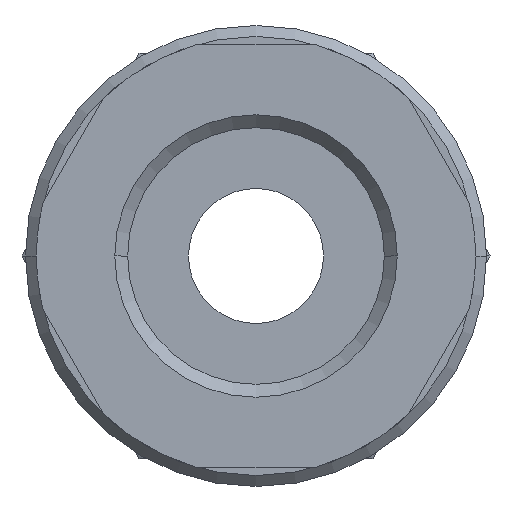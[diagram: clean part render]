
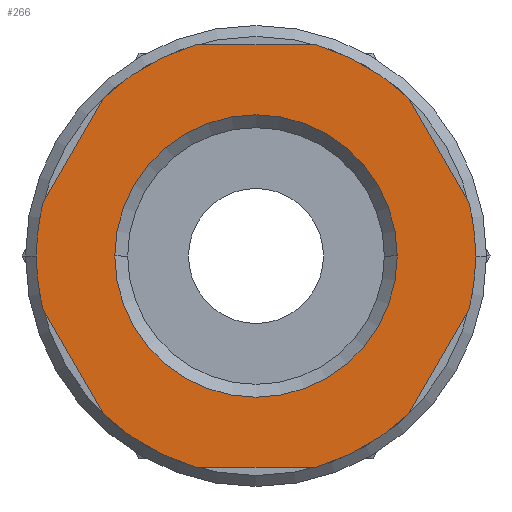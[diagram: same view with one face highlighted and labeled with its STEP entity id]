
A CAD part, front view. The second image highlights one B-rep face of the part: STEP entity #266.
In plain terms, the highlighted planar face has unit normal (0, -1, 0).
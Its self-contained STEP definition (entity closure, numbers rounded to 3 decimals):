
#266=ADVANCED_FACE('',(#538,#539),#540,.T.);
#538=FACE_BOUND('',#807,.T.);
#539=FACE_OUTER_BOUND('',#808,.T.);
#540=PLANE('',#809);
#807=EDGE_LOOP('',(#1476,#1477));
#808=EDGE_LOOP('',(#1478,#1479,#1480,#1481,#1482,#1483,#1484,#1485,#1486,#1487,#1488,#1489,#1490,#1491));
#809=AXIS2_PLACEMENT_3D('',#1492,#1493,#1494);
#1476=ORIENTED_EDGE('',*,*,#1620,.T.);
#1477=ORIENTED_EDGE('',*,*,#1762,.T.);
#1478=ORIENTED_EDGE('',*,*,#1789,.F.);
#1479=ORIENTED_EDGE('',*,*,#1602,.F.);
#1480=ORIENTED_EDGE('',*,*,#1774,.F.);
#1481=ORIENTED_EDGE('',*,*,#1617,.F.);
#1482=ORIENTED_EDGE('',*,*,#1595,.F.);
#1483=ORIENTED_EDGE('',*,*,#1672,.F.);
#1484=ORIENTED_EDGE('',*,*,#1785,.F.);
#1485=ORIENTED_EDGE('',*,*,#1699,.F.);
#1486=ORIENTED_EDGE('',*,*,#1659,.F.);
#1487=ORIENTED_EDGE('',*,*,#1687,.F.);
#1488=ORIENTED_EDGE('',*,*,#1745,.F.);
#1489=ORIENTED_EDGE('',*,*,#1772,.F.);
#1490=ORIENTED_EDGE('',*,*,#1732,.F.);
#1491=ORIENTED_EDGE('',*,*,#1704,.F.);
#1492=CARTESIAN_POINT('',(6.5,0.0,0.0));
#1493=DIRECTION('',(-0.0,-1.0,-0.0));
#1494=DIRECTION('',(-1.0,0.0,0.0));
#1595=EDGE_CURVE('',#1904,#1906,#1907,.T.);
#1602=EDGE_CURVE('',#1917,#1913,#1919,.T.);
#1617=EDGE_CURVE('',#1906,#1937,#1940,.T.);
#1620=EDGE_CURVE('',#1945,#1943,#1946,.T.);
#1659=EDGE_CURVE('',#2007,#2005,#2009,.T.);
#1672=EDGE_CURVE('',#2025,#1904,#2027,.T.);
#1687=EDGE_CURVE('',#2046,#2007,#2048,.T.);
#1699=EDGE_CURVE('',#2005,#2064,#2065,.T.);
#1704=EDGE_CURVE('',#2070,#2068,#2072,.T.);
#1732=EDGE_CURVE('',#2068,#2104,#2105,.T.);
#1745=EDGE_CURVE('',#2119,#2046,#2121,.T.);
#1762=EDGE_CURVE('',#1943,#1945,#2140,.T.);
#1772=EDGE_CURVE('',#2104,#2119,#2150,.T.);
#1774=EDGE_CURVE('',#1937,#1917,#2152,.T.);
#1785=EDGE_CURVE('',#2064,#2025,#2163,.T.);
#1789=EDGE_CURVE('',#1913,#2070,#2167,.T.);
#1904=VERTEX_POINT('',#2416);
#1906=VERTEX_POINT('',#2419);
#1907=LINE('',#2420,#2421);
#1913=VERTEX_POINT('',#2429);
#1917=VERTEX_POINT('',#2434);
#1919=CIRCLE('',#2437,13.0);
#1937=VERTEX_POINT('',#2459);
#1940=CIRCLE('',#2463,13.0);
#1943=VERTEX_POINT('',#2466);
#1945=VERTEX_POINT('',#2469);
#1946=CIRCLE('',#2470,8.36);
#2005=VERTEX_POINT('',#2594);
#2007=VERTEX_POINT('',#2597);
#2009=CIRCLE('',#2600,13.0);
#2025=VERTEX_POINT('',#2653);
#2027=CIRCLE('',#2656,13.0);
#2046=VERTEX_POINT('',#2711);
#2048=LINE('',#2714,#2715);
#2064=VERTEX_POINT('',#2735);
#2065=LINE('',#2736,#2737);
#2068=VERTEX_POINT('',#2741);
#2070=VERTEX_POINT('',#2744);
#2072=CIRCLE('',#2747,13.0);
#2104=VERTEX_POINT('',#2807);
#2105=CIRCLE('',#2808,13.0);
#2119=VERTEX_POINT('',#2824);
#2121=CIRCLE('',#2827,13.0);
#2140=CIRCLE('',#2852,8.36);
#2150=LINE('',#2863,#2864);
#2152=LINE('',#2866,#2867);
#2163=CIRCLE('',#2878,13.0);
#2167=LINE('',#2882,#2883);
#2416=CARTESIAN_POINT('',(12.611,0.0,-3.158));
#2419=CARTESIAN_POINT('',(9.04,0.0,-9.342));
#2420=CARTESIAN_POINT('',(11.638,0.0,-4.843));
#2421=VECTOR('',#2985,1.0);
#2429=CARTESIAN_POINT('',(-9.04,0.0,-9.342));
#2434=CARTESIAN_POINT('',(-3.571,0.0,-12.5));
#2437=AXIS2_PLACEMENT_3D('',#2993,#2994,#2995);
#2459=CARTESIAN_POINT('',(3.571,0.0,-12.5));
#2463=AXIS2_PLACEMENT_3D('',#3016,#3017,#3018);
#2466=CARTESIAN_POINT('',(8.36,0.0,0.));
#2469=CARTESIAN_POINT('',(-8.36,0.0,0.));
#2470=AXIS2_PLACEMENT_3D('',#3020,#3021,#3022);
#2594=CARTESIAN_POINT('',(9.04,0.0,9.342));
#2597=CARTESIAN_POINT('',(3.571,0.0,12.5));
#2600=AXIS2_PLACEMENT_3D('',#3077,#3078,#3079);
#2653=CARTESIAN_POINT('',(13.0,0.0,0.));
#2656=AXIS2_PLACEMENT_3D('',#3088,#3089,#3090);
#2711=CARTESIAN_POINT('',(-3.571,0.0,12.5));
#2714=CARTESIAN_POINT('',(3.25,0.0,12.5));
#2715=VECTOR('',#3104,1.0);
#2735=CARTESIAN_POINT('',(12.611,0.0,3.158));
#2736=CARTESIAN_POINT('',(11.638,0.0,4.843));
#2737=VECTOR('',#3118,1.0);
#2741=CARTESIAN_POINT('',(-13.0,0.0,0.));
#2744=CARTESIAN_POINT('',(-12.611,0.0,-3.158));
#2747=AXIS2_PLACEMENT_3D('',#3122,#3123,#3124);
#2807=CARTESIAN_POINT('',(-12.611,0.0,3.158));
#2808=AXIS2_PLACEMENT_3D('',#3155,#3156,#3157);
#2824=CARTESIAN_POINT('',(-9.04,0.0,9.342));
#2827=AXIS2_PLACEMENT_3D('',#3176,#3177,#3178);
#2852=AXIS2_PLACEMENT_3D('',#3197,#3198,#3199);
#2863=CARTESIAN_POINT('',(-10.013,0.0,7.657));
#2864=VECTOR('',#3207,1.0);
#2866=CARTESIAN_POINT('',(3.25,0.0,-12.5));
#2867=VECTOR('',#3208,1.0);
#2878=AXIS2_PLACEMENT_3D('',#3218,#3219,#3220);
#2882=CARTESIAN_POINT('',(-10.013,0.0,-7.657));
#2883=VECTOR('',#3221,1.0);
#2985=DIRECTION('',(-0.5,0.0,-0.866));
#2993=CARTESIAN_POINT('',(0.0,0.0,0.0));
#2994=DIRECTION('',(-0.0,1.0,0.0));
#2995=DIRECTION('',(1.0,0.0,0.0));
#3016=CARTESIAN_POINT('',(0.0,0.0,0.0));
#3017=DIRECTION('',(-0.0,1.0,0.0));
#3018=DIRECTION('',(1.0,0.0,0.0));
#3020=CARTESIAN_POINT('',(0.0,0.0,0.0));
#3021=DIRECTION('',(-0.0,1.0,0.0));
#3022=DIRECTION('',(1.0,0.0,0.0));
#3077=CARTESIAN_POINT('',(0.0,0.0,0.0));
#3078=DIRECTION('',(-0.0,1.0,0.0));
#3079=DIRECTION('',(1.0,0.0,0.0));
#3088=CARTESIAN_POINT('',(0.0,0.0,0.0));
#3089=DIRECTION('',(-0.0,1.0,0.0));
#3090=DIRECTION('',(1.0,0.0,0.0));
#3104=DIRECTION('',(1.0,-0.0,0.));
#3118=DIRECTION('',(0.5,0.0,-0.866));
#3122=CARTESIAN_POINT('',(0.0,0.0,0.0));
#3123=DIRECTION('',(-0.0,1.0,0.0));
#3124=DIRECTION('',(1.0,0.0,0.0));
#3155=CARTESIAN_POINT('',(0.0,0.0,0.0));
#3156=DIRECTION('',(-0.0,1.0,0.0));
#3157=DIRECTION('',(1.0,0.0,0.0));
#3176=CARTESIAN_POINT('',(0.0,0.0,0.0));
#3177=DIRECTION('',(-0.0,1.0,0.0));
#3178=DIRECTION('',(1.0,0.0,0.0));
#3197=CARTESIAN_POINT('',(0.0,0.0,0.0));
#3198=DIRECTION('',(-0.0,1.0,0.0));
#3199=DIRECTION('',(1.0,0.0,0.0));
#3207=DIRECTION('',(0.5,-0.0,0.866));
#3208=DIRECTION('',(-1.0,0.0,0.0));
#3218=CARTESIAN_POINT('',(0.0,0.0,0.0));
#3219=DIRECTION('',(-0.0,1.0,0.0));
#3220=DIRECTION('',(1.0,0.0,0.0));
#3221=DIRECTION('',(-0.5,0.0,0.866));
